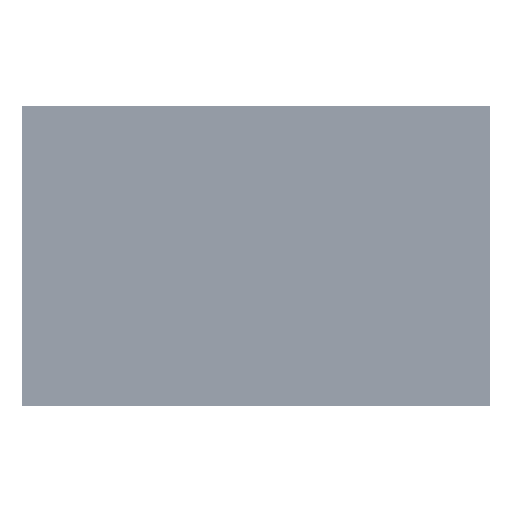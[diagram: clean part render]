
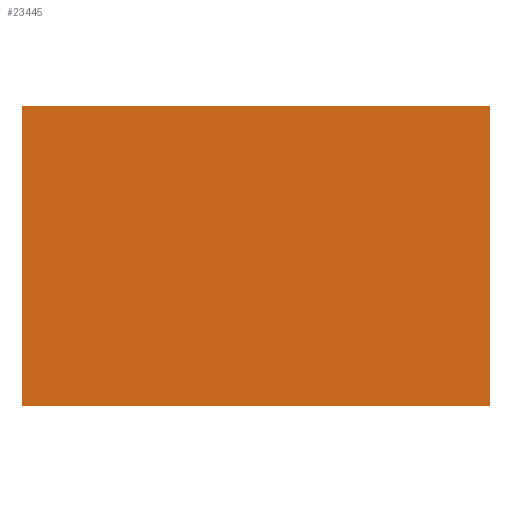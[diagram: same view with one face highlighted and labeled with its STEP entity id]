
A CAD part, front view. The second image highlights one B-rep face of the part: STEP entity #23445.
In plain terms, the highlighted planar face has unit normal (0, -1, 0).
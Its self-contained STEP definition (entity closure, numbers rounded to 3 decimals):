
#4927=FACE_OUTER_BOUND('',#6316,.T.);
#6316=EDGE_LOOP('',(#16954,#16955,#16956,#16957));
#7952=LINE('',#34153,#9372);
#7956=LINE('',#34160,#9376);
#7959=LINE('',#34166,#9379);
#7961=LINE('',#34169,#9381);
#9372=VECTOR('',#28484,6995.);
#9376=VECTOR('',#28490,4490.);
#9379=VECTOR('',#28495,6995.);
#9381=VECTOR('',#28499,4490.);
#10704=VERTEX_POINT('',#34150);
#10705=VERTEX_POINT('',#34152);
#10707=VERTEX_POINT('',#34158);
#10709=VERTEX_POINT('',#34164);
#12941=EDGE_CURVE('',#10704,#10705,#7952,.T.);
#12945=EDGE_CURVE('',#10707,#10704,#7956,.T.);
#12948=EDGE_CURVE('',#10709,#10707,#7959,.T.);
#12950=EDGE_CURVE('',#10705,#10709,#7961,.T.);
#16954=ORIENTED_EDGE('',*,*,#12950,.F.);
#16955=ORIENTED_EDGE('',*,*,#12941,.F.);
#16956=ORIENTED_EDGE('',*,*,#12945,.F.);
#16957=ORIENTED_EDGE('',*,*,#12948,.F.);
#22837=PLANE('',#26072);
#23445=ADVANCED_FACE('',(#4927),#22837,.F.);
#26072=AXIS2_PLACEMENT_3D('',#34585,#28962,#28963);
#28484=DIRECTION('',(-1.,0.,0.));
#28490=DIRECTION('',(0.,0.,-1.));
#28495=DIRECTION('',(1.,0.,0.));
#28499=DIRECTION('',(0.,0.,1.));
#28962=DIRECTION('center_axis',(0.,1.,0.));
#28963=DIRECTION('ref_axis',(0.,0.,1.));
#34150=CARTESIAN_POINT('',(5295.,-80.,-2245.));
#34152=CARTESIAN_POINT('',(-1700.,-80.,-2245.));
#34153=CARTESIAN_POINT('',(5295.,-80.,-2245.));
#34158=CARTESIAN_POINT('',(5295.,-80.,2245.));
#34160=CARTESIAN_POINT('',(5295.,-80.,2245.));
#34164=CARTESIAN_POINT('',(-1700.,-80.,2245.));
#34166=CARTESIAN_POINT('',(-1700.,-80.,2245.));
#34169=CARTESIAN_POINT('',(-1700.,-80.,-2245.));
#34585=CARTESIAN_POINT('Origin',(-1700.,-80.,2245.));
